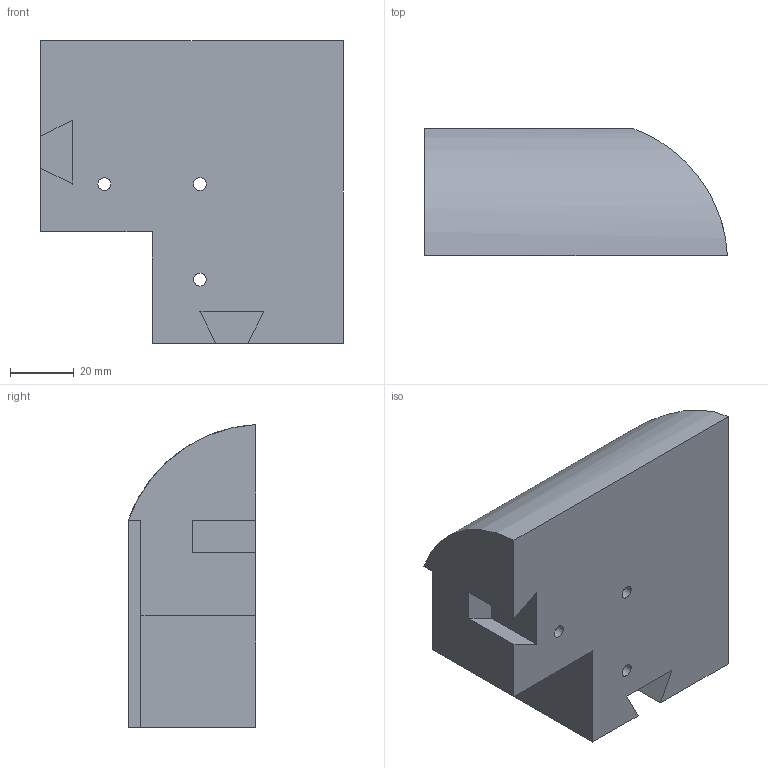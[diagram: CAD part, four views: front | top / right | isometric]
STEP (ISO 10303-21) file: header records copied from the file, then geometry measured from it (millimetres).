
FILE_DESCRIPTION(/* description */ (''),/* implementation_level */ '2;1');
FILE_NAME(/* name */ '',/* time_stamp */ '2025-05-08T02:26:25+03:00',/* author */ ('I9232'),/* organization */ (''),/* preprocessor_version */ 'ST-DEVELOPER v19.2',/* originating_system */ 'Autodesk Inventor 2023',/* authorisation */ '');
FILE_SCHEMA (('AUTOMOTIVE_DESIGN { 1 0 10303 214 3 1 1 }'));
Length unit declared in the file: millimetre
Products named in the file (1): кубик
Bounding box: 95 x 40 x 95 mm (x, y, z)
Volume: 233081.2 mm3; surface area: 29199.3 mm2
Topology: 1 solids, 1 shells, 21 faces, 56 edges, 37 vertices
Faces by surface type: plane 16, cylinder 5
Full cylindrical faces by diameter (mm): 4 x3
Entity records: 706 total; most frequent: CARTESIAN_POINT 115, ORIENTED_EDGE 112, DIRECTION 109, EDGE_CURVE 56, LINE 47, VECTOR 47, VERTEX_POINT 37, AXIS2_PLACEMENT_3D 31
